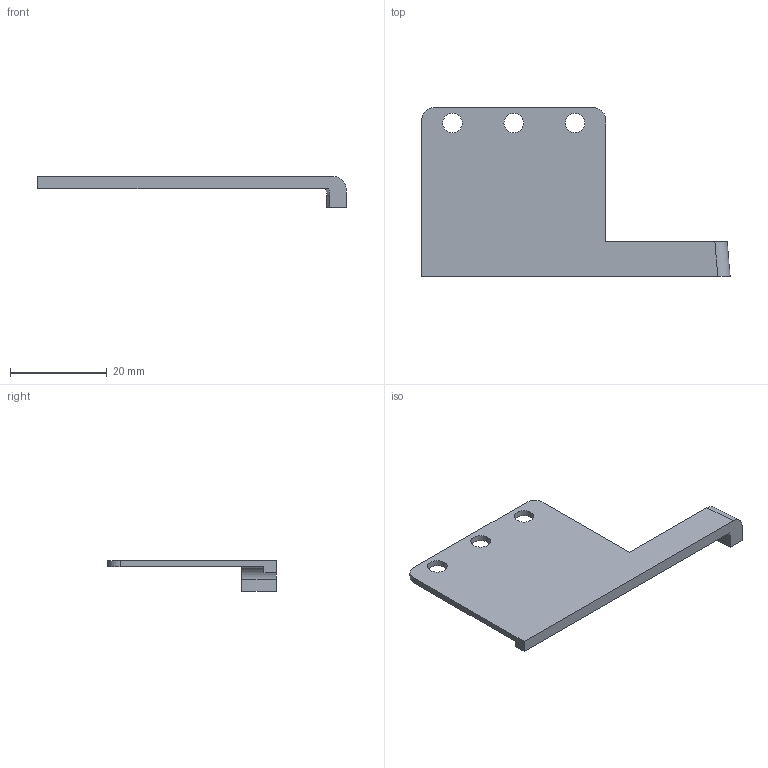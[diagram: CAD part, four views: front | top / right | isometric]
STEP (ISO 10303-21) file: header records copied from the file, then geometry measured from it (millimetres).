
FILE_DESCRIPTION (( 'STEP AP214' ), '1' );
FILE_NAME ('LED template.STEP', '2020-05-13T19:03:28', ( '' ), ( '' ), 'SwSTEP 2.0', 'SolidWorks 2018', '' );
FILE_SCHEMA (( 'AUTOMOTIVE_DESIGN' ));
Length unit declared in the file: inch
Products named in the file (2): LED template
Bounding box: 63.89 x 34.92 x 6.35 mm (x, y, z)
Volume: 2181.7 mm3; surface area: 3482.2 mm2
Topology: 1 solids, 1 shells, 19 faces, 51 edges, 34 vertices
Faces by surface type: plane 12, cylinder 7
Full cylindrical faces by diameter (mm): 4.064 x3
Entity records: 647 total; most frequent: CARTESIAN_POINT 118, ORIENTED_EDGE 96, DIRECTION 95, EDGE_CURVE 48, VERTEX_POINT 34, VECTOR 33, LINE 33, AXIS2_PLACEMENT_3D 31
